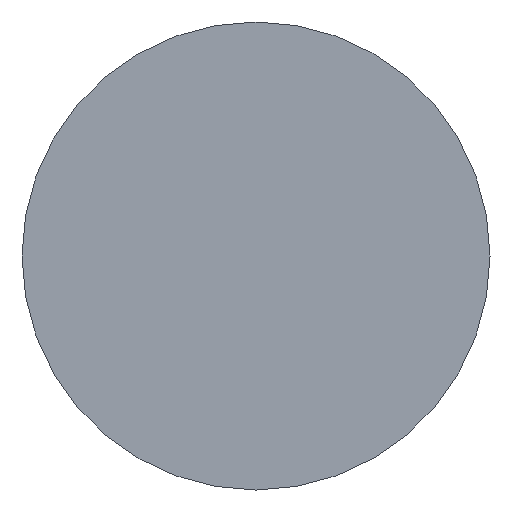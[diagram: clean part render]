
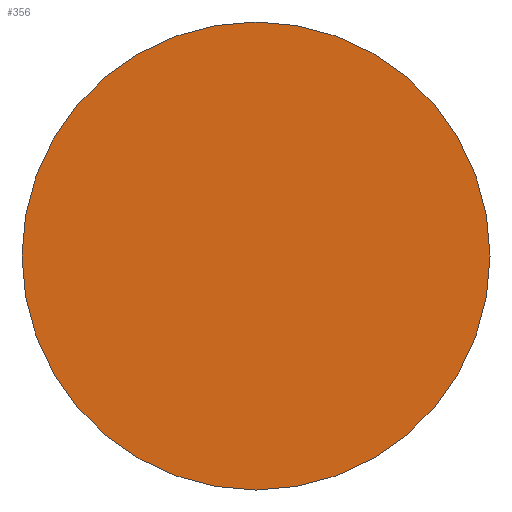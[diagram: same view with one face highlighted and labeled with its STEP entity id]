
A CAD part, front view. The second image highlights one B-rep face of the part: STEP entity #356.
In plain terms, the highlighted planar face has unit normal (0, -1, 0).
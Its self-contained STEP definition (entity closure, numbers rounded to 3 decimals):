
#186=VERTEX_POINT('',#496);
#356=ADVANCED_FACE('',(#691),#692,.T.);
#390=EDGE_CURVE('',#422,#186,#730,.T.);
#402=EDGE_CURVE('',#186,#422,#745,.T.);
#422=VERTEX_POINT('',#767);
#496=CARTESIAN_POINT('',(37.5,-40.0,0.));
#691=FACE_OUTER_BOUND('',#1084,.T.);
#692=PLANE('',#1085);
#730=CIRCLE('',#1135,37.5);
#745=CIRCLE('',#1152,37.5);
#767=CARTESIAN_POINT('',(-37.5,-40.0,0.0));
#1084=EDGE_LOOP('',(#1487,#1488));
#1085=AXIS2_PLACEMENT_3D('',#1489,#1490,#1491);
#1135=AXIS2_PLACEMENT_3D('',#1542,#1543,#1544);
#1152=AXIS2_PLACEMENT_3D('',#1572,#1573,#1574);
#1487=ORIENTED_EDGE('',*,*,#390,.T.);
#1488=ORIENTED_EDGE('',*,*,#402,.T.);
#1489=CARTESIAN_POINT('',(0.,-40.0,0.0));
#1490=DIRECTION('',(0.,-1.0,0.0));
#1491=DIRECTION('',(-1.0,0.,0.0));
#1542=CARTESIAN_POINT('',(0.,-40.0,0.0));
#1543=DIRECTION('',(0.,-1.0,0.0));
#1544=DIRECTION('',(-1.0,0.,0.0));
#1572=CARTESIAN_POINT('',(0.,-40.0,0.0));
#1573=DIRECTION('',(0.,-1.0,0.0));
#1574=DIRECTION('',(-1.0,0.,0.0));
